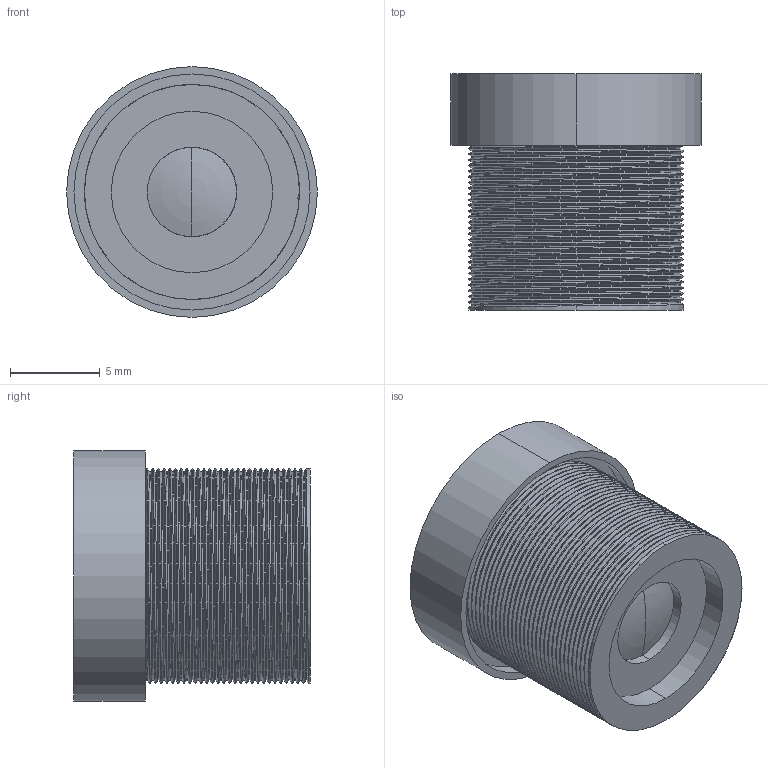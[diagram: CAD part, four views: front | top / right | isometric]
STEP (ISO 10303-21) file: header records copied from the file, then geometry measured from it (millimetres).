
FILE_DESCRIPTION (( 'STEP AP214' ), '1' );
FILE_NAME ('U0862.STEP', '2021-07-23T01:53:37', ( '' ), ( '' ), 'SwSTEP 2.0', 'SolidWorks 2020', '' );
FILE_SCHEMA (( 'AUTOMOTIVE_DESIGN' ));
Length unit declared in the file: millimetre
Products named in the file (1): U0862
Bounding box: 14 x 13.2 x 14 mm (x, y, z)
Volume: 801.9 mm3; surface area: 1681.9 mm2
Topology: 3 solids, 3 shells, 99 faces, 261 edges, 171 vertices
Faces by surface type: cylinder 74, plane 10, bspline 5, sphere 4, torus 4, cone 2
Entity records: 7837 total; most frequent: CARTESIAN_POINT 5715, ORIENTED_EDGE 514, DIRECTION 360, EDGE_CURVE 257, VERTEX_POINT 171, AXIS2_PLACEMENT_3D 140, EDGE_LOOP 108, ADVANCED_FACE 99
